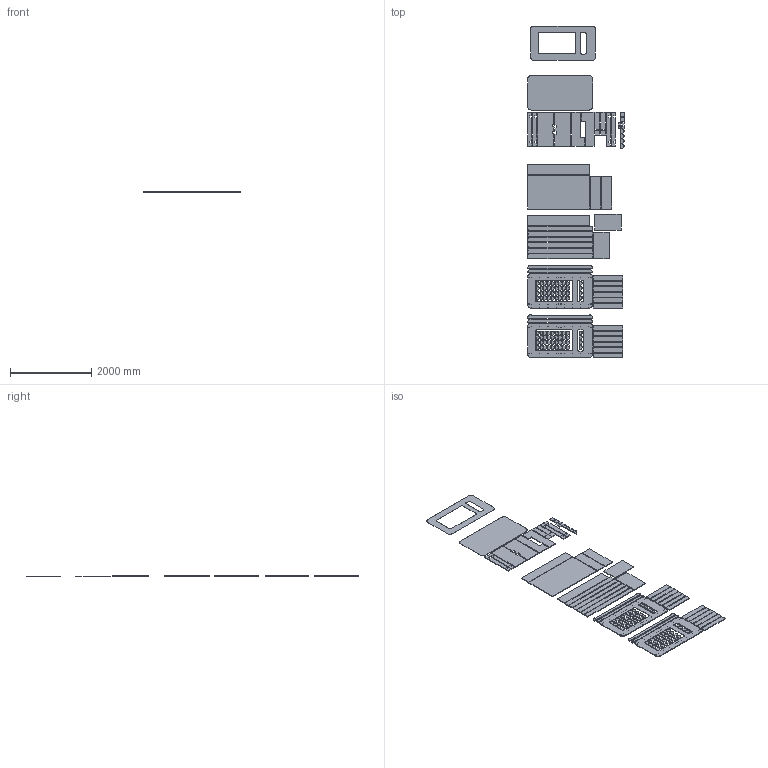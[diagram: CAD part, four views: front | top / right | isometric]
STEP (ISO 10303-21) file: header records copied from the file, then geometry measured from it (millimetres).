
FILE_DESCRIPTION(('CATIA V5 STEP Exchange'),'2;1');
FILE_NAME('SHEET STACK.stp','2024-04-12T13:13:27+00:00',('none'),('none'),'CATIA Version 5-6 Release 2015','CATIA V5 STEP AP203','none');
FILE_SCHEMA(('CONFIG_CONTROL_DESIGN'));
Length unit declared in the file: millimetre
Products named in the file (1): Product6
Assembly tree (124 placements, depth 2):
  Product6
    #57
    #434  x2
    #4569  x2
    #6228  x4
    #7172  x2
    #7386  x4
    #7758  x84
    #9092  x2
    #9267
    #9442  x2
    #9656  x2
    #9844  x4
    #10110  x4
    #10534  x2
    #10775  x2
    #10950  x2
    #11125
    #11549
    #12051
    #12376
Bounding box: 2380.42 x 8179.93 x 22 mm (x, y, z)
Volume: 169379415.3 mm3; surface area: 25475677.3 mm2
Topology: 123 solids, 123 shells, 1610 faces, 4096 edges, 2775 vertices
Faces by surface type: plane 1098, cylinder 512
Entity records: 13121 total; most frequent: CARTESIAN_POINT 2371, DIRECTION 2040, ORIENTED_EDGE 1956, EDGE_CURVE 978, AXIS2_PLACEMENT_3D 832, VECTOR 690, LINE 690, VERTEX_POINT 652
